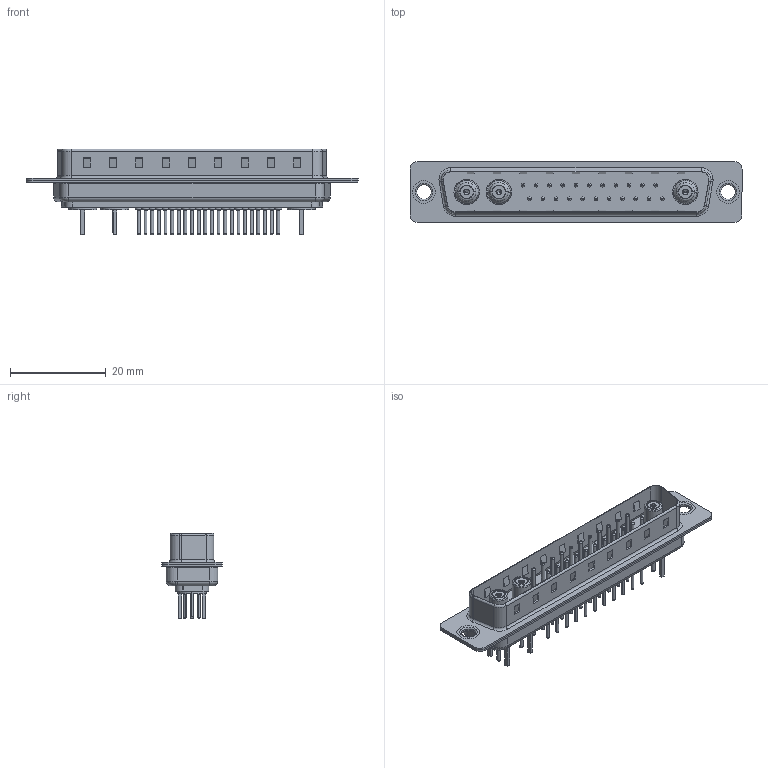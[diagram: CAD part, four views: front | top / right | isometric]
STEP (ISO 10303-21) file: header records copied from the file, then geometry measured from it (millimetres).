
FILE_DESCRIPTION (( 'STEP AP203' ), '1' );
FILE_NAME ('627-25W3224-5T1.STEP', '2019-05-29T19:49:10', ( '' ), ( '' ), 'SwSTEP 2.0', 'SolidWorks 2016', '' );
FILE_SCHEMA (( 'CONFIG_CONTROL_DESIGN' ));
Length unit declared in the file: millimetre
Products named in the file (13): Locking Collar; Socket_Str; 627Combo Housing_25W3; Co-Ax Jack Assy_S; 627Combo Shell Rear_37 Contacts; 627Combo Contact Row 1_24; 627Combo Shell Front_37 Contacts; 627Combo Contact Row 2_24; 627Combo Thru Hole Rivet; 627-25W3224-5T1; Co-Ax Jack_Straight PC Tail; Insulator Socket; Insulator Socket 2
Assembly tree (35 placements, depth 3):
  627-25W3224-5T1
    627Combo Housing_25W3
    627Combo Shell Rear_37 Contacts
    627Combo Shell Front_37 Contacts
    627Combo Thru Hole Rivet  x2
    Co-Ax Jack Assy_S  x3
      Co-Ax Jack_Straight PC Tail
      Insulator Socket
      Insulator Socket 2
      Locking Collar
      Socket_Str
    627Combo Contact Row 1_24  x11
    627Combo Contact Row 2_24  x11
Bounding box: 69.3 x 12.6 x 17.9 mm (x, y, z)
Volume: 3753.7 mm3; surface area: 10250.1 mm2
Topology: 42 solids, 42 shells, 1533 faces, 3350 edges, 2046 vertices
Faces by surface type: cylinder 574, plane 498, torus 422, cone 27, bspline 6, sphere 6
Entity records: 23339 total; most frequent: DIRECTION 3996, CARTESIAN_POINT 3705, ORIENTED_EDGE 3420, EDGE_CURVE 1710, AXIS2_PLACEMENT_3D 1555, VERTEX_POINT 1086, EDGE_LOOP 902, VECTOR 886
